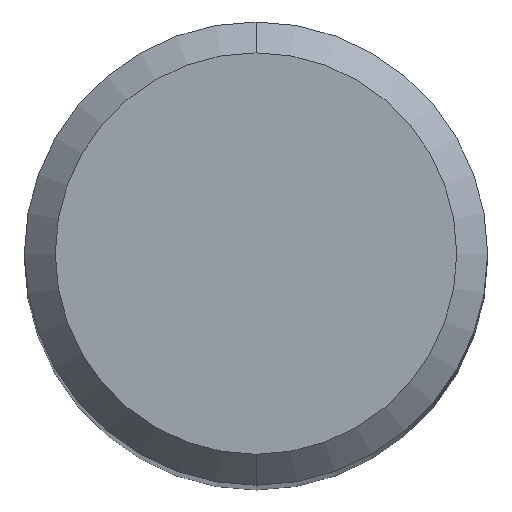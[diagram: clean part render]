
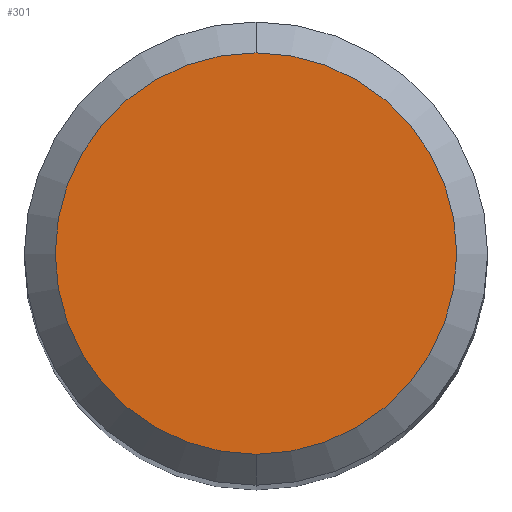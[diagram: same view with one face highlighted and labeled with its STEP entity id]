
A CAD part, top view. The second image highlights one B-rep face of the part: STEP entity #301.
In plain terms, the highlighted planar face has unit normal (0, 0, 1).
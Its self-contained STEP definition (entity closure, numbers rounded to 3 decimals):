
#195=VERTEX_POINT('',#496);
#227=EDGE_CURVE('',#195,#231,#530,.T.);
#231=VERTEX_POINT('',#534);
#233=EDGE_CURVE('',#231,#195,#536,.T.);
#301=ADVANCED_FACE('',(#615),#616,.T.);
#496=CARTESIAN_POINT('',(0.,-2.6,0.0));
#530=CIRCLE('',#925,2.6);
#534=CARTESIAN_POINT('',(0.0,2.6,0.0));
#536=CIRCLE('',#932,2.6);
#615=FACE_OUTER_BOUND('',#1075,.T.);
#616=PLANE('',#1076);
#925=AXIS2_PLACEMENT_3D('',#1466,#1467,#1468);
#932=AXIS2_PLACEMENT_3D('',#1469,#1470,#1471);
#1075=EDGE_LOOP('',(#1586,#1587));
#1076=AXIS2_PLACEMENT_3D('',#1588,#1589,#1590);
#1466=CARTESIAN_POINT('',(0.0,0.0,0.0));
#1467=DIRECTION('',(0.0,0.0,-1.0));
#1468=DIRECTION('',(0.0,1.0,0.0));
#1469=CARTESIAN_POINT('',(0.0,0.0,0.0));
#1470=DIRECTION('',(0.0,0.0,-1.0));
#1471=DIRECTION('',(0.0,1.0,0.0));
#1586=ORIENTED_EDGE('',*,*,#233,.F.);
#1587=ORIENTED_EDGE('',*,*,#227,.F.);
#1588=CARTESIAN_POINT('',(0.0,1.3,0.0));
#1589=DIRECTION('',(-0.0,0.0,1.0));
#1590=DIRECTION('',(0.0,-1.0,0.0));
